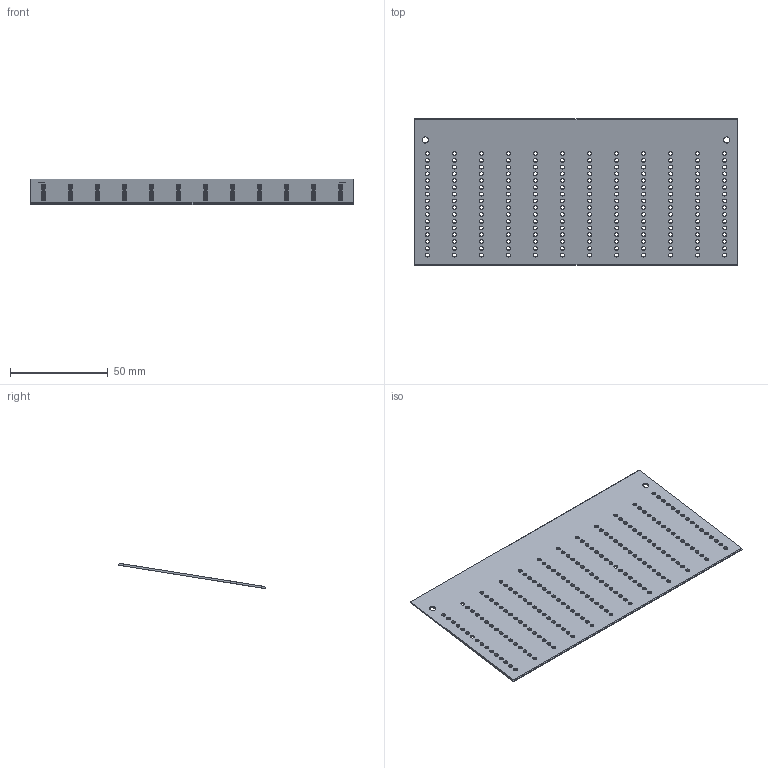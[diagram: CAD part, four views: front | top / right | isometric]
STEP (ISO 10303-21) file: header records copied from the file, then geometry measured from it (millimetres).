
FILE_DESCRIPTION(('STEP AP203'),'1');
FILE_NAME('MIDI_READER_v4.0_octave_v4.step','2024-10-01T10:45:12',(' '),(' '),'Spatial InterOp 3D',' ',' ');
FILE_SCHEMA(('CONFIG_CONTROL_DESIGN'));
Length unit declared in the file: millimetre
Products named in the file (1): 1
Bounding box: 164.8 x 74.93 x 12.88 mm (x, y, z)
Volume: 11831.4 mm3; surface area: 25355.8 mm2
Topology: 1 solids, 1 shells, 202 faces, 600 edges, 400 vertices
Faces by surface type: cylinder 194, plane 8
Full cylindrical faces by diameter (mm): 2 x192, 3.2 x2
Entity records: 6862 total; most frequent: DIRECTION 1200, CARTESIAN_POINT 1009, ORIENTED_EDGE 812, EDGE_LOOP 784, AXIS2_PLACEMENT_3D 591, EDGE_CURVE 406, VERTEX_POINT 400, FACE_OUTER_BOUND 396
